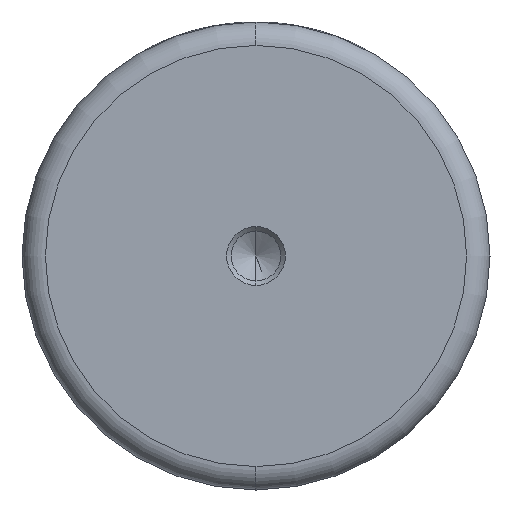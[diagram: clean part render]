
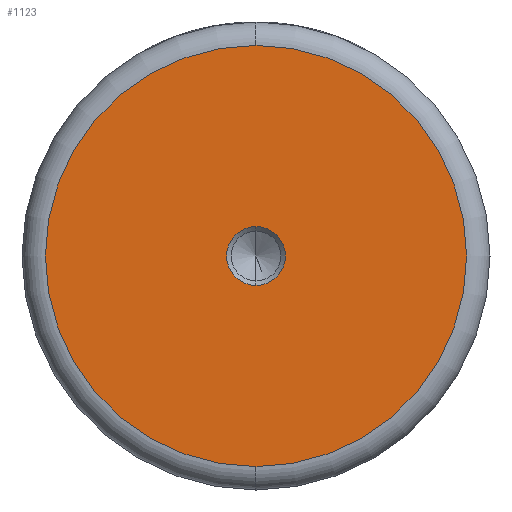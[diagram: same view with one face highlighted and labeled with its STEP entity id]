
A CAD part, left-side view. The second image highlights one B-rep face of the part: STEP entity #1123.
In plain terms, the highlighted planar face has unit normal (-1, 0, 0).
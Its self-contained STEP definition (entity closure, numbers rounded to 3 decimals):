
#18 = VERTEX_POINT ( 'NONE', #526 ) ;
#23 = CIRCLE ( 'NONE', #1299, 36. ) ;
#32 = CARTESIAN_POINT ( 'NONE',  ( 0., 0., 0. ) ) ;
#34 = ORIENTED_EDGE ( 'NONE', *, *, #1282, .T. ) ;
#65 = CIRCLE ( 'NONE', #1020, 5.025 ) ;
#101 = CIRCLE ( 'NONE', #909, 36. ) ;
#140 = EDGE_CURVE ( 'NONE', #1314, #1312, #65, .T. ) ;
#166 = DIRECTION ( 'NONE',  ( 0., 0., 1. ) ) ;
#201 = EDGE_CURVE ( 'NONE', #1312, #1314, #1532, .T. ) ;
#238 = CARTESIAN_POINT ( 'NONE',  ( 0., 0., -5.025 ) ) ;
#319 = FACE_OUTER_BOUND ( 'NONE', #426, .T. ) ;
#328 = ORIENTED_EDGE ( 'NONE', *, *, #201, .F. ) ;
#367 = DIRECTION ( 'NONE',  ( -1., 0., 0. ) ) ;
#426 = EDGE_LOOP ( 'NONE', ( #34, #725 ) ) ;
#484 = CARTESIAN_POINT ( 'NONE',  ( 0., 0., 36. ) ) ;
#504 = AXIS2_PLACEMENT_3D ( 'NONE', #586, #1421, #707 ) ;
#526 = CARTESIAN_POINT ( 'NONE',  ( 0., 0., -36. ) ) ;
#586 = CARTESIAN_POINT ( 'NONE',  ( 0., 0., 0. ) ) ;
#589 = ORIENTED_EDGE ( 'NONE', *, *, #140, .F. ) ;
#594 = PLANE ( 'NONE',  #504 ) ;
#596 = FACE_BOUND ( 'NONE', #638, .T. ) ;
#631 = EDGE_CURVE ( 'NONE', #18, #1297, #101, .T. ) ;
#638 = EDGE_LOOP ( 'NONE', ( #589, #328 ) ) ;
#675 = DIRECTION ( 'NONE',  ( -1., 0., 0. ) ) ;
#707 = DIRECTION ( 'NONE',  ( 0., 0., 1. ) ) ;
#712 = DIRECTION ( 'NONE',  ( -1., 0., 0. ) ) ;
#725 = ORIENTED_EDGE ( 'NONE', *, *, #631, .T. ) ;
#829 = CARTESIAN_POINT ( 'NONE',  ( 0., 0., 5.025 ) ) ;
#893 = DIRECTION ( 'NONE',  ( -1., 0., 0. ) ) ;
#909 = AXIS2_PLACEMENT_3D ( 'NONE', #1077, #367, #1190 ) ;
#1020 = AXIS2_PLACEMENT_3D ( 'NONE', #32, #893, #166 ) ;
#1077 = CARTESIAN_POINT ( 'NONE',  ( 0., 0., 0. ) ) ;
#1123 = ADVANCED_FACE ( 'NONE', ( #596, #319 ), #594, .T. ) ;
#1190 = DIRECTION ( 'NONE',  ( 0., 0., 1. ) ) ;
#1282 = EDGE_CURVE ( 'NONE', #1297, #18, #23, .T. ) ;
#1297 = VERTEX_POINT ( 'NONE', #484 ) ;
#1299 = AXIS2_PLACEMENT_3D ( 'NONE', #1425, #712, #1552 ) ;
#1312 = VERTEX_POINT ( 'NONE', #238 ) ;
#1314 = VERTEX_POINT ( 'NONE', #829 ) ;
#1392 = CARTESIAN_POINT ( 'NONE',  ( 0., 0., 0. ) ) ;
#1412 = AXIS2_PLACEMENT_3D ( 'NONE', #1392, #675, #1509 ) ;
#1421 = DIRECTION ( 'NONE',  ( -1., 0., 0. ) ) ;
#1425 = CARTESIAN_POINT ( 'NONE',  ( 0., 0., 0. ) ) ;
#1509 = DIRECTION ( 'NONE',  ( 0., 0., 1. ) ) ;
#1532 = CIRCLE ( 'NONE', #1412, 5.025 ) ;
#1552 = DIRECTION ( 'NONE',  ( 0., 0., 1. ) ) ;
